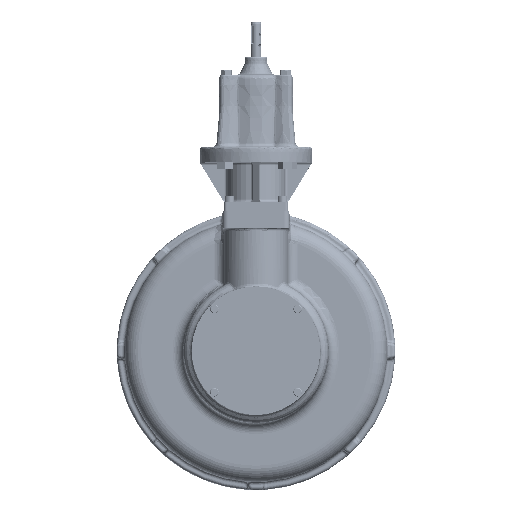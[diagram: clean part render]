
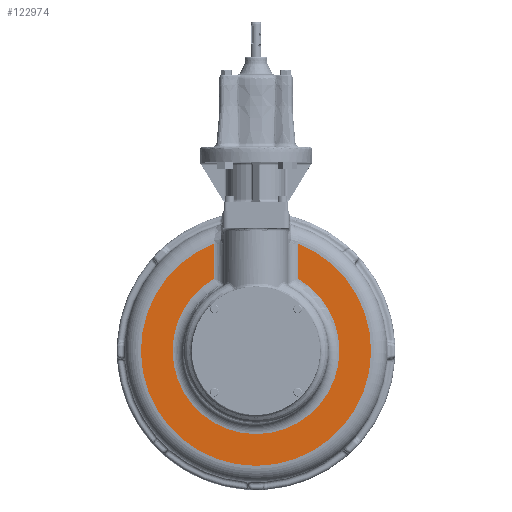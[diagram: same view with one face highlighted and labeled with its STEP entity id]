
A CAD part, top view. The second image highlights one B-rep face of the part: STEP entity #122974.
In plain terms, the highlighted planar face has unit normal (0, 0, 1).
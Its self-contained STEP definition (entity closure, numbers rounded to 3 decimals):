
#4219=LINE('',#185440,#12247);
#4220=LINE('',#185444,#12248);
#12247=VECTOR('',#146283,1000.);
#12248=VECTOR('',#146286,1000.);
#25853=ORIENTED_EDGE('',*,*,#64368,.T.);
#25854=ORIENTED_EDGE('',*,*,#64466,.T.);
#25855=ORIENTED_EDGE('',*,*,#64467,.T.);
#25856=ORIENTED_EDGE('',*,*,#64468,.T.);
#64368=EDGE_CURVE('',#83743,#83756,#96262,.T.);
#64466=EDGE_CURVE('',#83756,#83851,#4219,.F.);
#64467=EDGE_CURVE('',#83851,#83852,#96342,.F.);
#64468=EDGE_CURVE('',#83852,#83743,#4220,.T.);
#83743=VERTEX_POINT('',#185005);
#83756=VERTEX_POINT('',#185085);
#83851=VERTEX_POINT('',#185441);
#83852=VERTEX_POINT('',#185443);
#96262=CIRCLE('',#130336,155.789);
#96342=CIRCLE('',#130443,215.);
#104467=EDGE_LOOP('',(#25853,#25854,#25855,#25856));
#112353=FACE_BOUND('',#104467,.T.);
#119886=PLANE('',#130442);
#122974=ADVANCED_FACE('',(#112353),#119886,.F.);
#130336=AXIS2_PLACEMENT_3D('',#185084,#146069,#146070);
#130442=AXIS2_PLACEMENT_3D('',#185439,#146281,#146282);
#130443=AXIS2_PLACEMENT_3D('',#185442,#146284,#146285);
#146069=DIRECTION('',(0.,0.,-1.));
#146070=DIRECTION('',(1.,0.,0.));
#146281=DIRECTION('',(0.,0.,-1.));
#146282=DIRECTION('',(1.,0.,0.));
#146283=DIRECTION('',(0.,-1.,0.));
#146284=DIRECTION('',(0.,0.,-1.));
#146285=DIRECTION('',(1.,0.,0.));
#146286=DIRECTION('',(0.,-1.,0.));
#185005=CARTESIAN_POINT('',(79.26,134.12,-3.3));
#185084=CARTESIAN_POINT('',(0.,0.,-3.3));
#185085=CARTESIAN_POINT('',(-79.26,134.12,-3.3));
#185439=CARTESIAN_POINT('',(0.,0.,-3.3));
#185440=CARTESIAN_POINT('',(-79.26,206.165,-3.3));
#185441=CARTESIAN_POINT('',(-79.26,199.857,-3.3));
#185442=CARTESIAN_POINT('',(0.,0.,-3.3));
#185443=CARTESIAN_POINT('',(79.26,199.857,-3.3));
#185444=CARTESIAN_POINT('',(79.26,122.084,-3.3));
